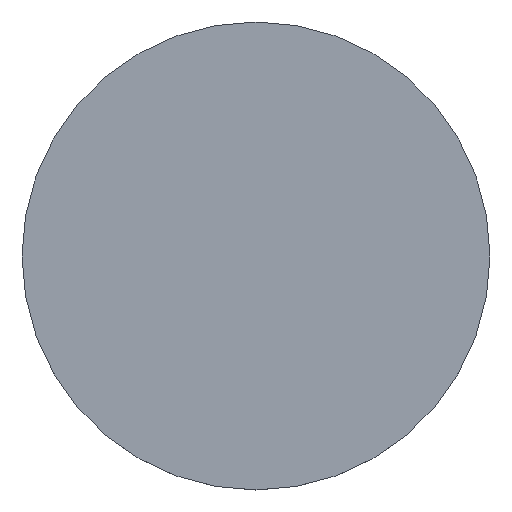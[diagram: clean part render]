
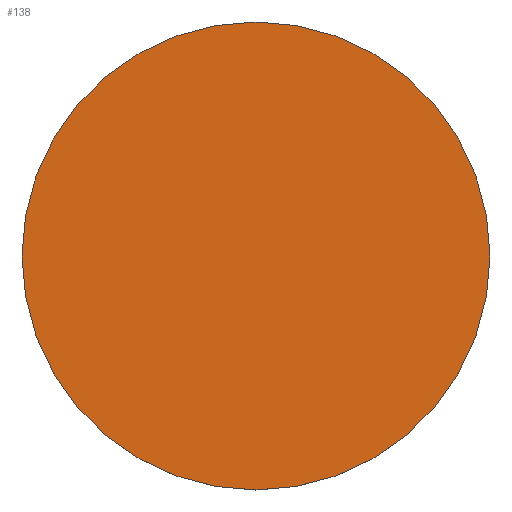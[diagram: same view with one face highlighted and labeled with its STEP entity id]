
A CAD part, top view. The second image highlights one B-rep face of the part: STEP entity #138.
In plain terms, the highlighted planar face has unit normal (0, 0, 1).
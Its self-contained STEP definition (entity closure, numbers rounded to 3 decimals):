
#15 = CARTESIAN_POINT ( 'NONE',  ( 31.75, 0., 1. ) ) ;
#16 = CARTESIAN_POINT ( 'NONE',  ( -31.75, 0., 1. ) ) ;
#19 = VERTEX_POINT ( 'NONE', #16 ) ;
#27 = VERTEX_POINT ( 'NONE', #15 ) ;
#38 = EDGE_LOOP ( 'NONE', ( #83, #134 ) ) ;
#39 = CIRCLE ( 'NONE', #152, 31.75 ) ;
#48 = CARTESIAN_POINT ( 'NONE',  ( 0., 0., 1. ) ) ;
#62 = EDGE_CURVE ( 'NONE', #19, #27, #39, .T. ) ;
#67 = DIRECTION ( 'NONE',  ( 1., 0., 0. ) ) ;
#70 = AXIS2_PLACEMENT_3D ( 'NONE', #48, #107, #67 ) ;
#83 = ORIENTED_EDGE ( 'NONE', *, *, #62, .T. ) ;
#92 = DIRECTION ( 'NONE',  ( 1., 0., 0. ) ) ;
#94 = DIRECTION ( 'NONE',  ( 0., 0., 1. ) ) ;
#96 = CARTESIAN_POINT ( 'NONE',  ( 0., 0., 1. ) ) ;
#107 = DIRECTION ( 'NONE',  ( 0., 0., 1. ) ) ;
#118 = AXIS2_PLACEMENT_3D ( 'NONE', #96, #94, #156 ) ;
#121 = PLANE ( 'NONE',  #118 ) ;
#127 = CARTESIAN_POINT ( 'NONE',  ( 0., 0., 1. ) ) ;
#134 = ORIENTED_EDGE ( 'NONE', *, *, #165, .T. ) ;
#135 = DIRECTION ( 'NONE',  ( 0., 0., 1. ) ) ;
#138 = ADVANCED_FACE ( 'NONE', ( #169 ), #121, .T. ) ;
#152 = AXIS2_PLACEMENT_3D ( 'NONE', #127, #135, #92 ) ;
#156 = DIRECTION ( 'NONE',  ( 1., 0., 0. ) ) ;
#159 = CIRCLE ( 'NONE', #70, 31.75 ) ;
#165 = EDGE_CURVE ( 'NONE', #27, #19, #159, .T. ) ;
#169 = FACE_OUTER_BOUND ( 'NONE', #38, .T. ) ;
